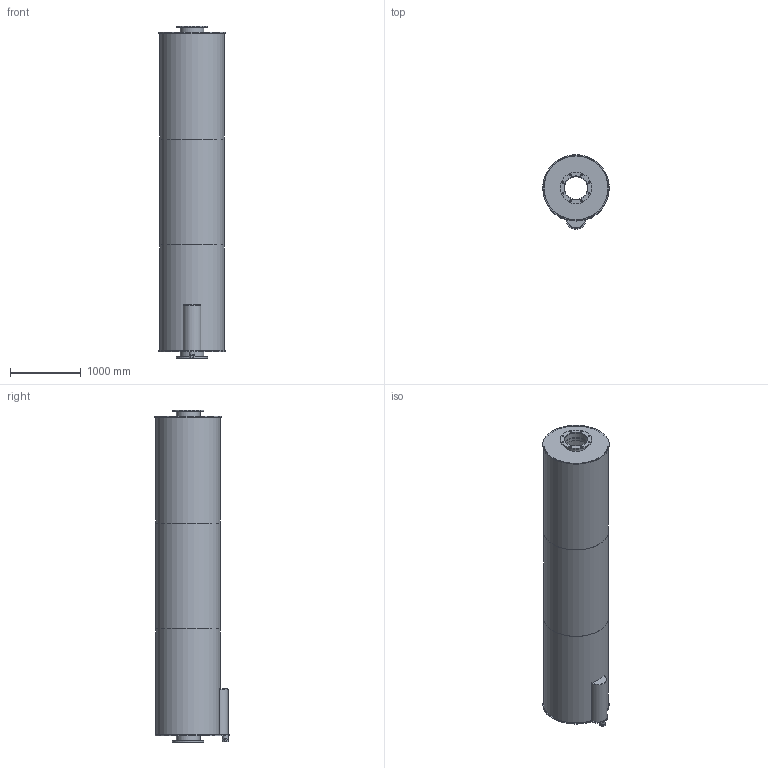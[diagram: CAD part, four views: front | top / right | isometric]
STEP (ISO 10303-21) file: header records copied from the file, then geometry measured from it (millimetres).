
FILE_DESCRIPTION(/* description */ (''),/* implementation_level */ '2;1');
FILE_NAME(/* name */ 'Vlsad 13.stp',/* time_stamp */ '2015-01-22T14:58:27+01:00',/* author */ ('Tekenkamer'),/* organization */ (''),/* preprocessor_version */ 'ST-DEVELOPER v15.6',/* originating_system */ 'Autodesk Inventor 2015',/* authorisation */ '');
FILE_SCHEMA (('AUTOMOTIVE_DESIGN { 1 0 10303 214 3 1 1 }'));
Length unit declared in the file: millimetre
Products named in the file (1): MAAT3D
Bounding box: 940 x 1048.3 x 4700 mm (x, y, z)
Volume: 52454458 mm3; surface area: 29712832.2 mm2
Topology: 13 solids, 13 shells, 78 faces, 156 edges, 104 vertices
Faces by surface type: cylinder 42, plane 36
Full cylindrical faces by diameter (mm): 22 x16, 69.3 x2, 76.1 x1, 329 x2, 335 x2, 337 x4, 445 x2, 905 x3, 911 x3, 940 x1
Entity records: 2011 total; most frequent: DIRECTION 362, CARTESIAN_POINT 303, ORIENTED_EDGE 240, EDGE_LOOP 168, AXIS2_PLACEMENT_3D 163, EDGE_CURVE 120, VERTEX_POINT 104, FACE_BOUND 90
